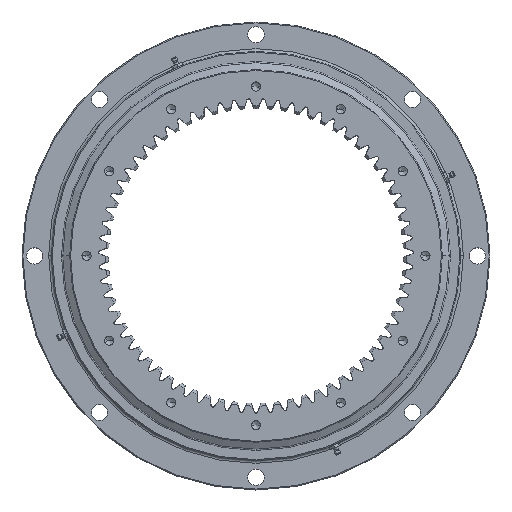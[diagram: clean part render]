
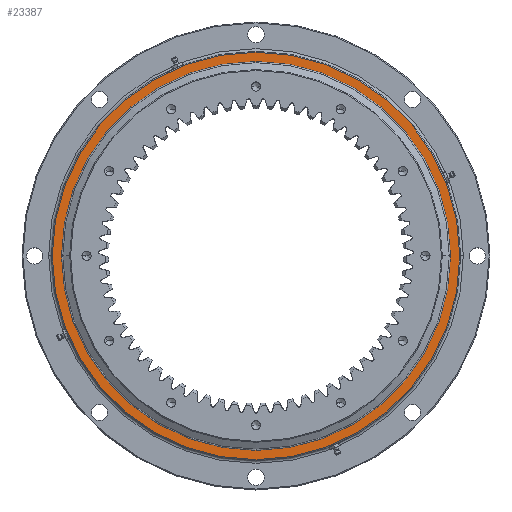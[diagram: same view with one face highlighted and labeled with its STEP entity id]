
A CAD part, top view. The second image highlights one B-rep face of the part: STEP entity #23387.
In plain terms, the highlighted face is planar.
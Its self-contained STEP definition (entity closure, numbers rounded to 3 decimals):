
#705 = CARTESIAN_POINT ( 'NONE',  ( 0., 0., -18. ) ) ;
#1180 = CIRCLE ( 'NONE', #34945, 208.75 ) ;
#1483 = EDGE_CURVE ( 'NONE', #22181, #17046, #14540, .T. ) ;
#1513 = FACE_BOUND ( 'NONE', #28148, .T. ) ;
#1896 = ORIENTED_EDGE ( 'NONE', *, *, #28637, .T. ) ;
#2381 = CARTESIAN_POINT ( 'NONE',  ( 0., 0., -18. ) ) ;
#2423 = CARTESIAN_POINT ( 'NONE',  ( -208.75, 0., -18. ) ) ;
#2628 = EDGE_LOOP ( 'NONE', ( #24771, #12821 ) ) ;
#3397 = DIRECTION ( 'NONE',  ( 1., 0., 0. ) ) ;
#3671 = PLANE ( 'NONE',  #28539 ) ;
#4299 = AXIS2_PLACEMENT_3D ( 'NONE', #5303, #24320, #8033 ) ;
#5052 = DIRECTION ( 'NONE',  ( 1., 0., 0. ) ) ;
#5303 = CARTESIAN_POINT ( 'NONE',  ( 0., 0., -18. ) ) ;
#5596 = AXIS2_PLACEMENT_3D ( 'NONE', #705, #19657, #3397 ) ;
#7642 = VERTEX_POINT ( 'NONE', #2423 ) ;
#8033 = DIRECTION ( 'NONE',  ( 1., 0., 0. ) ) ;
#8104 = EDGE_CURVE ( 'NONE', #17046, #22181, #21668, .T. ) ;
#8670 = FACE_OUTER_BOUND ( 'NONE', #2628, .T. ) ;
#10808 = CARTESIAN_POINT ( 'NONE',  ( 225.5, 0., -18. ) ) ;
#11219 = DIRECTION ( 'NONE',  ( 0., 0., 1. ) ) ;
#11815 = DIRECTION ( 'NONE',  ( 0., 0., 1. ) ) ;
#12821 = ORIENTED_EDGE ( 'NONE', *, *, #8104, .T. ) ;
#13846 = CARTESIAN_POINT ( 'NONE',  ( -225.5, 0., -18. ) ) ;
#13866 = ORIENTED_EDGE ( 'NONE', *, *, #30984, .T. ) ;
#14540 = CIRCLE ( 'NONE', #33481, 225.5 ) ;
#15480 = VERTEX_POINT ( 'NONE', #26314 ) ;
#17046 = VERTEX_POINT ( 'NONE', #13846 ) ;
#19657 = DIRECTION ( 'NONE',  ( 0., 0., 1. ) ) ;
#21337 = DIRECTION ( 'NONE',  ( 0., 0., -1. ) ) ;
#21668 = CIRCLE ( 'NONE', #4299, 225.5 ) ;
#22181 = VERTEX_POINT ( 'NONE', #10808 ) ;
#23387 = ADVANCED_FACE ( 'NONE', ( #1513, #8670 ), #3671, .F. ) ;
#24320 = DIRECTION ( 'NONE',  ( 0., 0., -1. ) ) ;
#24771 = ORIENTED_EDGE ( 'NONE', *, *, #1483, .T. ) ;
#26314 = CARTESIAN_POINT ( 'NONE',  ( 208.75, 0., -18. ) ) ;
#27466 = CARTESIAN_POINT ( 'NONE',  ( 0., 0., -18. ) ) ;
#28148 = EDGE_LOOP ( 'NONE', ( #13866, #1896 ) ) ;
#28539 = AXIS2_PLACEMENT_3D ( 'NONE', #30678, #11815, #30791 ) ;
#28637 = EDGE_CURVE ( 'NONE', #15480, #7642, #32608, .T. ) ;
#30193 = DIRECTION ( 'NONE',  ( 1., 0., 0. ) ) ;
#30678 = CARTESIAN_POINT ( 'NONE',  ( -226.5, 0., -18. ) ) ;
#30791 = DIRECTION ( 'NONE',  ( 1., 0., 0. ) ) ;
#30984 = EDGE_CURVE ( 'NONE', #7642, #15480, #1180, .T. ) ;
#32608 = CIRCLE ( 'NONE', #5596, 208.75 ) ;
#33481 = AXIS2_PLACEMENT_3D ( 'NONE', #2381, #21337, #5052 ) ;
#34945 = AXIS2_PLACEMENT_3D ( 'NONE', #27466, #11219, #30193 ) ;
